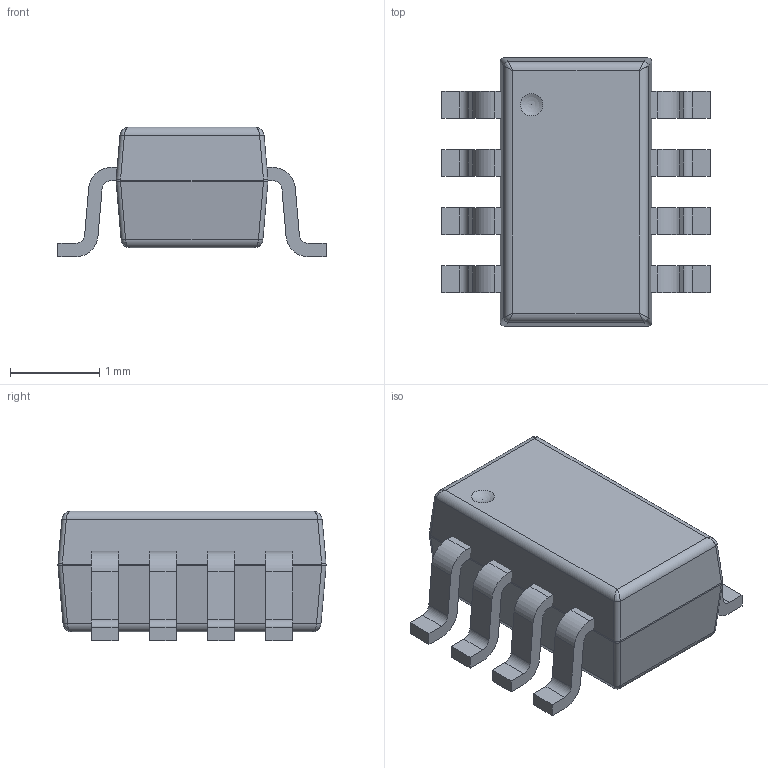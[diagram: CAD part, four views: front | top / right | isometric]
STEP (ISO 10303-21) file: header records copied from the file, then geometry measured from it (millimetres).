
FILE_DESCRIPTION(('FreeCAD Model'),'2;1');
FILE_NAME('SOT23-8.step', '2016-03-20T23:44:48',('Author'),(''), 'Open CASCADE STEP processor 6.8','FreeCAD','Unknown');
FILE_SCHEMA(('AUTOMOTIVE_DESIGN_CC2 { 1 2 10303 214 -1 1 5 4 }'));
Length unit declared in the file: millimetre
Products named in the file (9): MO-178BA; MO-178BA001; MO-178BA002; MO-178BA003; MO-178BA005; MO-178BA004; MO-178BA006; MO-178BA007; MO-178BA008
Bounding box: 3 x 3 x 1.45 mm (x, y, z)
Volume: 7 mm3; surface area: 32.4 mm2
Topology: 9 solids, 9 shells, 155 faces, 379 edges, 234 vertices
Faces by surface type: plane 90, cylinder 52, bspline 12, sphere 1
Entity records: 16305 total; most frequent: CARTESIAN_POINT 8146, DIRECTION 1140, ORIENTED_EDGE 740, PCURVE 740, DEFINITIONAL_REPRESENTATION 740, LINE 690, VECTOR 690, EDGE_CURVE 370
